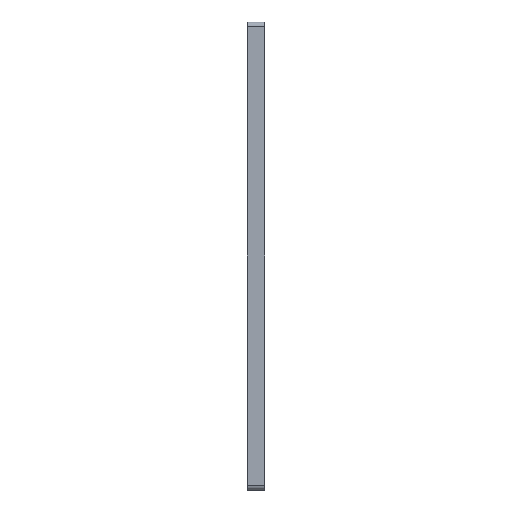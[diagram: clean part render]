
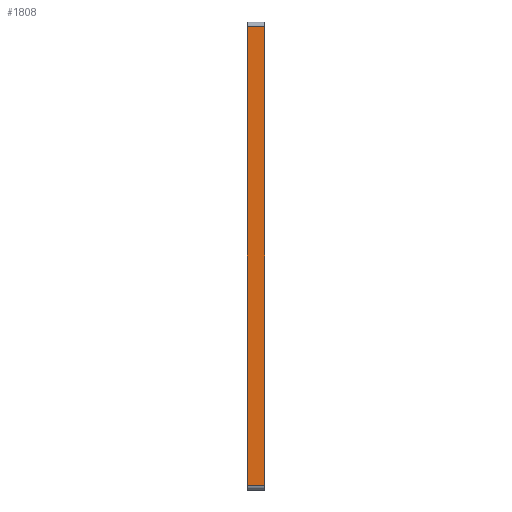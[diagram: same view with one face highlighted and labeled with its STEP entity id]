
A CAD part, left-side view. The second image highlights one B-rep face of the part: STEP entity #1808.
In plain terms, the highlighted planar face has unit normal (-1, 0, 0).
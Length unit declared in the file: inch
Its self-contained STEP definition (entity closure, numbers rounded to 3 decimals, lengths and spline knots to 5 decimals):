
#42 = EDGE_CURVE ( 'NONE', #167, #1242, #1861, .T. ) ;
#94 = DIRECTION ( 'NONE',  ( 1., 0., 0. ) ) ;
#155 = EDGE_CURVE ( 'NONE', #380, #1620, #896, .T. ) ;
#167 = VERTEX_POINT ( 'NONE', #424 ) ;
#206 = VECTOR ( 'NONE', #1439, 39.37008 ) ;
#356 = LINE ( 'NONE', #1001, #206 ) ;
#380 = VERTEX_POINT ( 'NONE', #666 ) ;
#381 = CARTESIAN_POINT ( 'NONE',  ( -3.78937, 0.28, 3.71063 ) ) ;
#392 = LINE ( 'NONE', #381, #1748 ) ;
#424 = CARTESIAN_POINT ( 'NONE',  ( -3.78937, 0.28, -3.71063 ) ) ;
#426 = FACE_OUTER_BOUND ( 'NONE', #1598, .T. ) ;
#570 = PLANE ( 'NONE',  #966 ) ;
#610 = CARTESIAN_POINT ( 'NONE',  ( -3.78937, 0., -3.78937 ) ) ;
#628 = EDGE_CURVE ( 'NONE', #1620, #1242, #392, .T. ) ;
#666 = CARTESIAN_POINT ( 'NONE',  ( -3.78937, 0., -3.71063 ) ) ;
#690 = VECTOR ( 'NONE', #1075, 39.37008 ) ;
#720 = ORIENTED_EDGE ( 'NONE', *, *, #155, .T. ) ;
#734 = CARTESIAN_POINT ( 'NONE',  ( -3.78937, 0.28, -3.78937 ) ) ;
#867 = EDGE_CURVE ( 'NONE', #167, #380, #356, .T. ) ;
#875 = ORIENTED_EDGE ( 'NONE', *, *, #867, .T. ) ;
#896 = LINE ( 'NONE', #610, #690 ) ;
#900 = DIRECTION ( 'NONE',  ( 0., 0., -1. ) ) ;
#966 = AXIS2_PLACEMENT_3D ( 'NONE', #1725, #94, #900 ) ;
#1001 = CARTESIAN_POINT ( 'NONE',  ( -3.78937, 0.28, -3.71063 ) ) ;
#1075 = DIRECTION ( 'NONE',  ( 0., 0., 1. ) ) ;
#1164 = ORIENTED_EDGE ( 'NONE', *, *, #42, .F. ) ;
#1242 = VERTEX_POINT ( 'NONE', #1433 ) ;
#1433 = CARTESIAN_POINT ( 'NONE',  ( -3.78937, 0.28, 3.71063 ) ) ;
#1439 = DIRECTION ( 'NONE',  ( 0., -1., 0. ) ) ;
#1483 = DIRECTION ( 'NONE',  ( 0., 1., 0. ) ) ;
#1557 = DIRECTION ( 'NONE',  ( 0., 0., 1. ) ) ;
#1598 = EDGE_LOOP ( 'NONE', ( #1164, #875, #720, #2036 ) ) ;
#1620 = VERTEX_POINT ( 'NONE', #1631 ) ;
#1631 = CARTESIAN_POINT ( 'NONE',  ( -3.78937, 0., 3.71063 ) ) ;
#1696 = VECTOR ( 'NONE', #1557, 39.37008 ) ;
#1725 = CARTESIAN_POINT ( 'NONE',  ( -3.78937, 0.28, -3.78937 ) ) ;
#1748 = VECTOR ( 'NONE', #1483, 39.37008 ) ;
#1808 = ADVANCED_FACE ( 'NONE', ( #426 ), #570, .F. ) ;
#1861 = LINE ( 'NONE', #734, #1696 ) ;
#2036 = ORIENTED_EDGE ( 'NONE', *, *, #628, .T. ) ;
